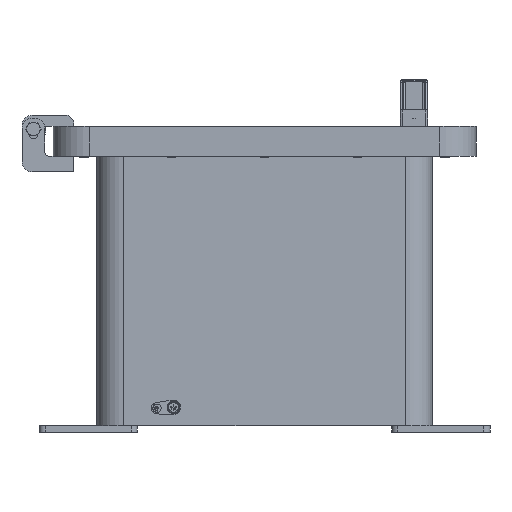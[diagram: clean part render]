
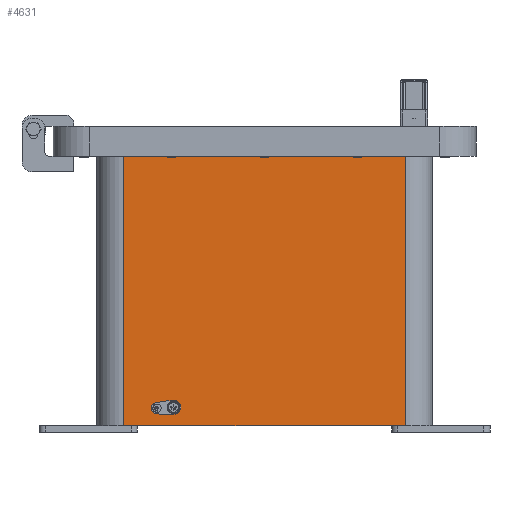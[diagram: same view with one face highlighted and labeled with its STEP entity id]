
A CAD part, front view. The second image highlights one B-rep face of the part: STEP entity #4631.
In plain terms, the highlighted planar face has unit normal (0, -1, 0).
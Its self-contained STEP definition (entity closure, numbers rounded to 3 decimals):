
#1286 = VERTEX_POINT ( 'NONE', #21875 ) ;
#1695 = DIRECTION ( 'NONE',  ( 0., -1., 0. ) ) ;
#1787 = VECTOR ( 'NONE', #22650, 1000. ) ;
#2612 = CARTESIAN_POINT ( 'NONE',  ( -119.5, -252., -260.5 ) ) ;
#2918 = LINE ( 'NONE', #6939, #14114 ) ;
#4509 = CARTESIAN_POINT ( 'NONE',  ( -66.75, -252., -242.5 ) ) ;
#4571 = LINE ( 'NONE', #2612, #16914 ) ;
#4631 = ADVANCED_FACE ( 'NONE', ( #19912, #30336 ), #8749, .T. ) ;
#4725 = VERTEX_POINT ( 'NONE', #11667 ) ;
#5401 = DIRECTION ( 'NONE',  ( 1., 0., 0. ) ) ;
#5784 = CARTESIAN_POINT ( 'NONE',  ( -119.5, -252., 0. ) ) ;
#6939 = CARTESIAN_POINT ( 'NONE',  ( -119.5, -252., -260.5 ) ) ;
#7375 = LINE ( 'NONE', #13378, #27527 ) ;
#7532 = AXIS2_PLACEMENT_3D ( 'NONE', #30242, #1695, #18463 ) ;
#8068 = ORIENTED_EDGE ( 'NONE', *, *, #28937, .F. ) ;
#8749 = PLANE ( 'NONE',  #7532 ) ;
#8869 = EDGE_CURVE ( 'NONE', #1286, #16433, #4571, .T. ) ;
#8901 = VERTEX_POINT ( 'NONE', #4509 ) ;
#9206 = CARTESIAN_POINT ( 'NONE',  ( 152.5, -252., 0. ) ) ;
#10098 = DIRECTION ( 'NONE',  ( 0., -1., 0. ) ) ;
#10218 = EDGE_CURVE ( 'NONE', #16433, #11431, #7375, .T. ) ;
#10268 = CARTESIAN_POINT ( 'NONE',  ( 152.5, -252., -260.5 ) ) ;
#10770 = DIRECTION ( 'NONE',  ( 0., 0., 1. ) ) ;
#11431 = VERTEX_POINT ( 'NONE', #9206 ) ;
#11667 = CARTESIAN_POINT ( 'NONE',  ( -119.5, -252., 0. ) ) ;
#11711 = DIRECTION ( 'NONE',  ( 0., 0., 1. ) ) ;
#12121 = ORIENTED_EDGE ( 'NONE', *, *, #8869, .T. ) ;
#13378 = CARTESIAN_POINT ( 'NONE',  ( 152.5, -252., -260.5 ) ) ;
#13534 = CIRCLE ( 'NONE', #26084, 4.75 ) ;
#14114 = VECTOR ( 'NONE', #11711, 1000. ) ;
#15159 = ORIENTED_EDGE ( 'NONE', *, *, #28017, .F. ) ;
#16433 = VERTEX_POINT ( 'NONE', #10268 ) ;
#16466 = EDGE_LOOP ( 'NONE', ( #12121, #30631, #24145, #8068 ) ) ;
#16914 = VECTOR ( 'NONE', #28956, 1000. ) ;
#18463 = DIRECTION ( 'NONE',  ( 0., 0., -1. ) ) ;
#19822 = CARTESIAN_POINT ( 'NONE',  ( -71.5, -252., -242.5 ) ) ;
#19912 = FACE_BOUND ( 'NONE', #28477, .T. ) ;
#20115 = EDGE_CURVE ( 'NONE', #4725, #11431, #20897, .T. ) ;
#20897 = LINE ( 'NONE', #5784, #1787 ) ;
#21875 = CARTESIAN_POINT ( 'NONE',  ( -119.5, -252., -260.5 ) ) ;
#22650 = DIRECTION ( 'NONE',  ( 1., 0., 0. ) ) ;
#24145 = ORIENTED_EDGE ( 'NONE', *, *, #20115, .F. ) ;
#26084 = AXIS2_PLACEMENT_3D ( 'NONE', #19822, #10098, #5401 ) ;
#27527 = VECTOR ( 'NONE', #10770, 1000. ) ;
#28017 = EDGE_CURVE ( 'NONE', #8901, #8901, #13534, .T. ) ;
#28477 = EDGE_LOOP ( 'NONE', ( #15159 ) ) ;
#28937 = EDGE_CURVE ( 'NONE', #1286, #4725, #2918, .T. ) ;
#28956 = DIRECTION ( 'NONE',  ( 1., 0., 0. ) ) ;
#30242 = CARTESIAN_POINT ( 'NONE',  ( 16.5, -252., -260.5 ) ) ;
#30336 = FACE_OUTER_BOUND ( 'NONE', #16466, .T. ) ;
#30631 = ORIENTED_EDGE ( 'NONE', *, *, #10218, .T. ) ;
